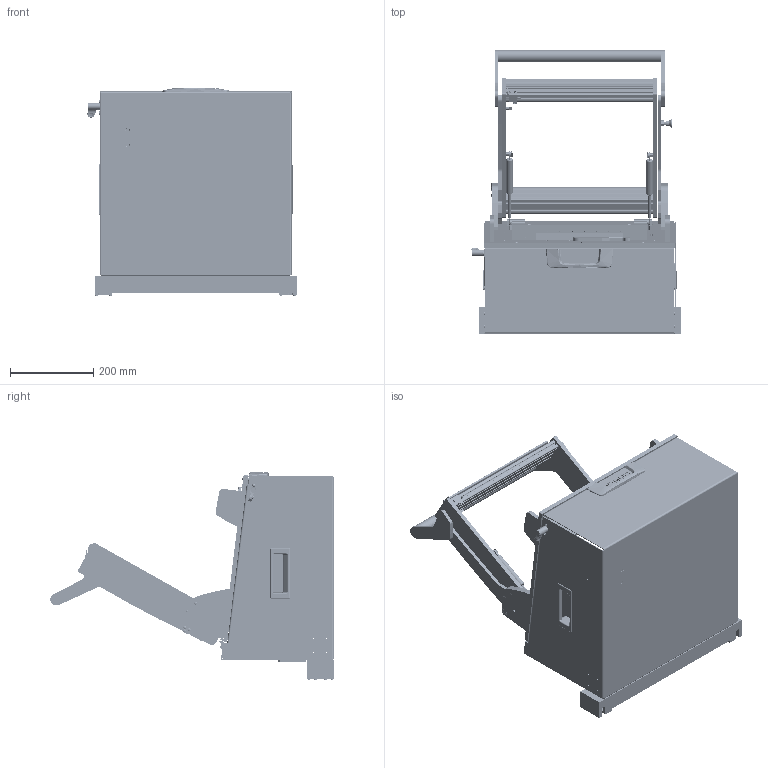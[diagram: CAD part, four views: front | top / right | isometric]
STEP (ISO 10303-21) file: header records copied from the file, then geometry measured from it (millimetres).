
FILE_DESCRIPTION (( 'STEP AP214' ), '1' );
FILE_NAME ('INGUN_33678_open.STEP', '2021-02-26T10:04:03', ( '' ), ( '' ), 'SwSTEP 2.0', 'SolidWorks 2018', '' );
FILE_SCHEMA (( 'AUTOMOTIVE_DESIGN' ));
Length unit declared in the file: millimetre
Products named in the file (116): 29805~4_geschlossen<S>; 55712~0_KUNDE<S>; DIN912~n_M04,0x020; 3366~0; 2528~0; 53837~3_KUNDE<S>; 2281~0; 3521~0_Spring Pin ISO 8752 - 3 x 16 - St; 109949~0_KUNDE<S>; 110231~1_S; 31199~3_S; DIN6325~n_04,0m6x016; 35663~9_S; 35097~0; DIN125~n_05,3 M05,0 Fase; 39893~3_KUNDE<S>; 35649~1_S; K_02037~0_Standard ohne Dyn Punkt<Standard>; DIN125~n_06,4 M06,0 Fase; 109146~2; DIN7991~n_M05,0x012; 57801~2_S; 109145~0_S; 20901_01~0; ISO7380~n_M03,0x012; DIN6325~n_04,0m6x012; ISO7380~n_M04,0x012; 110324~0_Spring Pin 3 x 14 - St; 35334~0_S; 109951~0_KUNDE<S>; 48726~2_S; 39891~3_KUNDE<S>; K_02038~0; 109034~2_S; 35661~4_S; 47523~0_S; 35651~1_S; 38786~1; 109770~0_offen<S>; ISO7380~n_M04,0x008 ...
Assembly tree (215 placements, depth 6):
  INGUN_33678_open
    33460~3_KUNDE offen ohne RW u GF<S>
      33449~5_ohne RW und GF<S>
        33453~5
        30758~0_S  x2
          30758_01~0_S
          30758_02~0_S
        20902~0
        53032~0_S
        20901~0_Abstand 296<Standard>
          20901~0_ohne Schiebeteil<Standard>
          20901_01~0
        32462~0_S
        32171~0_S
        29805~4_geschlossen<S>
          110322~4_S
          110705~1_S
          30984~0_S
          110231~1_S
          110443~0_S
          30112~0
          ISO7380~n_M05,0x030
          ISO7380~n_M04,0x008  x2
          DIN914~n_M04,0x05
        35334~0_S
        DIN7991~n_M05,0x016
        DIN7991~n_M05,0x012  x2
        8804~0
        DIN985-A2~n_M05,0  x3
        DIN125~n_05,3 M05,0 Fase  x2
      35650~11_KUNDE offen<S>
        109770~0_offen<S>
          35648~16
          35661~4_S
          35662~11_S
          35663~9_S
          2281~0_180ø<Standard>  x2
            2281~0
          37188~1_S  x2
          53031~0_S
          35649~1_S
          35651~1_S
          31253~0_S
          30955~0_S
          30915~0
          ASR~-a-s-r_拱04,2x07x拌8  x2
          2528~0  x2
          31109~0
          35664~1_S
          48727~1_S
            48726~2_S
            DIN6325~n_04,0m6x012
            48565~1_S
            DIN912~n_M04,0x020  x2
            DIN125~n_06,4 M06,0 Fase
            DIN125~n_04,3 M04,0  x2
            49317~0
          48728~1_S
            48726~2_S
            DIN6325~n_04,0m6x012
Bounding box: 501.2 x 679.49 x 500.02 mm (x, y, z)
Volume: 5342514.8 mm3; surface area: 3047309.2 mm2
Topology: 224 solids, 224 shells, 5611 faces, 14068 edges, 8903 vertices
Faces by surface type: cylinder 2471, plane 1972, cone 755, bspline 242, torus 103, sphere 68
Entity records: 126813 total; most frequent: CARTESIAN_POINT 29528, DIRECTION 19266, ORIENTED_EDGE 17596, EDGE_CURVE 8798, AXIS2_PLACEMENT_3D 7301, VERTEX_POINT 5651, LINE 4664, VECTOR 4664
